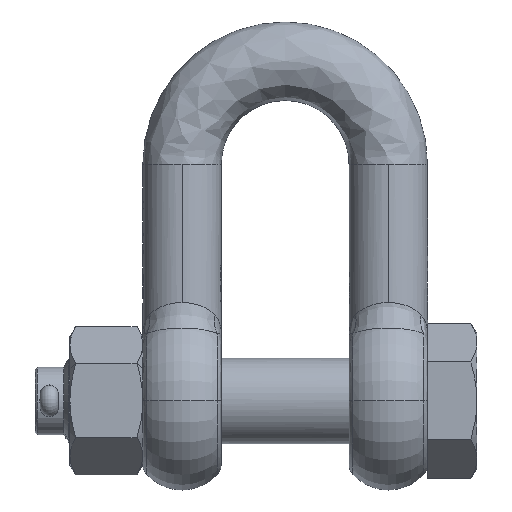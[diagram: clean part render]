
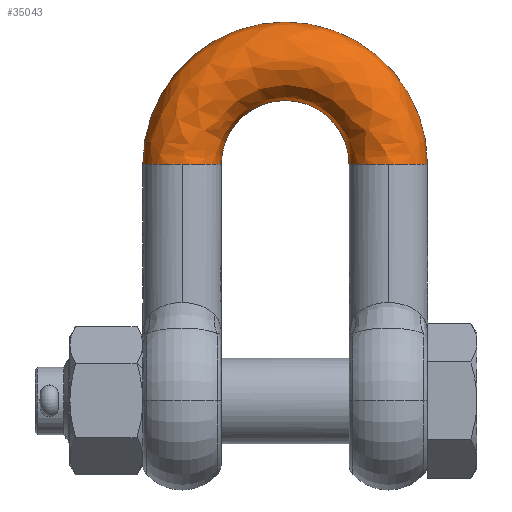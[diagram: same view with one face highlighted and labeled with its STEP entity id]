
A CAD part, top view. The second image highlights one B-rep face of the part: STEP entity #35043.
In plain terms, the highlighted free-form (B-spline) face has degree [3, 3] with [4, 4] control points.
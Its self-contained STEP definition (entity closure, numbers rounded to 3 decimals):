
#4529 = EDGE_CURVE ( 'NONE', #9936, #7530, #36779, .T. ) ;
#4533 = VERTEX_POINT ( 'NONE', #36760 ) ;
#4535 = EDGE_CURVE ( 'NONE', #4533, #8189, #36758, .T. ) ;
#7528 = EDGE_CURVE ( 'NONE', #7529, #7530, #26594, .T. ) ;
#7529 = VERTEX_POINT ( 'NONE', #26589 ) ;
#7530 = VERTEX_POINT ( 'NONE', #26588 ) ;
#8113 = EDGE_CURVE ( 'NONE', #8189, #8210, #27987, .T. ) ;
#8189 = VERTEX_POINT ( 'NONE', #28062 ) ;
#8210 = VERTEX_POINT ( 'NONE', #28103 ) ;
#9935 = EDGE_CURVE ( 'NONE', #8210, #9936, #31948, .T. ) ;
#9936 = VERTEX_POINT ( 'NONE', #31949 ) ;
#13197 = ORIENTED_EDGE ( 'NONE', *, *, #4529, .F. ) ;
#13243 = ORIENTED_EDGE ( 'NONE', *, *, #4535, .F. ) ;
#13256 = EDGE_CURVE ( 'NONE', #4533, #7529, #24072, .T. ) ;
#13260 = ORIENTED_EDGE ( 'NONE', *, *, #7528, .T. ) ;
#13264 = ORIENTED_EDGE ( 'NONE', *, *, #13256, .T. ) ;
#24069 = DIRECTION ( 'NONE',  ( 1., 0., 0. ) ) ;
#24070 = DIRECTION ( 'NONE',  ( 0., 1., 0. ) ) ;
#24071 = AXIS2_PLACEMENT_3D ( 'NONE', #24077, #24070, #24069 ) ;
#24072 = CIRCLE ( 'NONE', #24071, 17.5 ) ;
#24077 = CARTESIAN_POINT ( 'NONE',  ( 46., 105.5, 0. ) ) ;
#24813 = CARTESIAN_POINT ( 'NONE',  ( 63.5, 105.5, 0. ) ) ;
#24814 = CARTESIAN_POINT ( 'NONE',  ( 63.5, 232.5, 0. ) ) ;
#24815 = CARTESIAN_POINT ( 'NONE',  ( -63.5, 232.5, 0. ) ) ;
#24816 = CARTESIAN_POINT ( 'NONE',  ( -63.5, 105.5, 0. ) ) ;
#24817 = CARTESIAN_POINT ( 'NONE',  ( 63.5, 105.5, 35. ) ) ;
#24818 = CARTESIAN_POINT ( 'NONE',  ( 63.5, 232.5, 35. ) ) ;
#24819 = CARTESIAN_POINT ( 'NONE',  ( -63.5, 232.5, 35. ) ) ;
#24820 = CARTESIAN_POINT ( 'NONE',  ( -63.5, 105.5, 35. ) ) ;
#24821 = CARTESIAN_POINT ( 'NONE',  ( 28.5, 105.5, 35. ) ) ;
#24822 = CARTESIAN_POINT ( 'NONE',  ( 28.5, 162.5, 35. ) ) ;
#24823 = CARTESIAN_POINT ( 'NONE',  ( -28.5, 162.5, 35. ) ) ;
#24824 = CARTESIAN_POINT ( 'NONE',  ( -28.5, 105.5, 35. ) ) ;
#24825 = CARTESIAN_POINT ( 'NONE',  ( 28.5, 105.5, 0. ) ) ;
#24826 = CARTESIAN_POINT ( 'NONE',  ( 28.5, 162.5, 0. ) ) ;
#24827 = CARTESIAN_POINT ( 'NONE',  ( -28.5, 162.5, 0. ) ) ;
#24869 = CARTESIAN_POINT ( 'NONE',  ( -28.5, 105.5, 0. ) ) ;
#24874 =( BOUNDED_SURFACE ( )  B_SPLINE_SURFACE ( 3, 3, ( 
 ( #24869, #24827, #24826, #24825 ),
 ( #24824, #24823, #24822, #24821 ),
 ( #24820, #24819, #24818, #24817 ),
 ( #24816, #24815, #24814, #24813 ) ),
 .UNSPECIFIED., .F., .F., .T. ) 
 B_SPLINE_SURFACE_WITH_KNOTS ( ( 4, 4 ),
 ( 4, 4 ),
 ( 0., 1. ),
 ( 0., 1. ),
 .UNSPECIFIED. ) 
 GEOMETRIC_REPRESENTATION_ITEM ( )  RATIONAL_B_SPLINE_SURFACE ( (
 ( 1., 0.333, 0.333, 1.),
 ( 0.333, 0.111, 0.111, 0.333),
 ( 0.333, 0.111, 0.111, 0.333),
 ( 1., 0.333, 0.333, 1.) ) ) 
 REPRESENTATION_ITEM ( '' )  SURFACE ( )  );
#24876 = FACE_OUTER_BOUND ( 'NONE', #35045, .T. ) ;
#26588 = CARTESIAN_POINT ( 'NONE',  ( 63.5, 105.5, 0. ) ) ;
#26589 = CARTESIAN_POINT ( 'NONE',  ( 46., 105.5, 17.5 ) ) ;
#26590 = DIRECTION ( 'NONE',  ( 1., 0., 0. ) ) ;
#26591 = DIRECTION ( 'NONE',  ( 0., 1., 0. ) ) ;
#26592 = CARTESIAN_POINT ( 'NONE',  ( 46., 105.5, 0. ) ) ;
#26593 = AXIS2_PLACEMENT_3D ( 'NONE', #26592, #26591, #26590 ) ;
#26594 = CIRCLE ( 'NONE', #26593, 17.5 ) ;
#27865 = CARTESIAN_POINT ( 'NONE',  ( -46., 105.5, 0. ) ) ;
#27984 = DIRECTION ( 'NONE',  ( 0., 0., -1. ) ) ;
#27985 = DIRECTION ( 'NONE',  ( 0., -1., 0. ) ) ;
#27986 = AXIS2_PLACEMENT_3D ( 'NONE', #27865, #27985, #27984 ) ;
#27987 = CIRCLE ( 'NONE', #27986, 17.5 ) ;
#28062 = CARTESIAN_POINT ( 'NONE',  ( -28.5, 105.5, 0. ) ) ;
#28103 = CARTESIAN_POINT ( 'NONE',  ( -46., 105.5, 17.5 ) ) ;
#31945 = DIRECTION ( 'NONE',  ( 0., 0., -1. ) ) ;
#31946 = DIRECTION ( 'NONE',  ( 0., -1., 0. ) ) ;
#31947 = AXIS2_PLACEMENT_3D ( 'NONE', #31993, #31946, #31945 ) ;
#31948 = CIRCLE ( 'NONE', #31947, 17.5 ) ;
#31949 = CARTESIAN_POINT ( 'NONE',  ( -63.5, 105.5, 0. ) ) ;
#31993 = CARTESIAN_POINT ( 'NONE',  ( -46., 105.5, 0. ) ) ;
#35043 = ADVANCED_FACE ( 'NONE', ( #24876 ), #24874, .F. ) ;
#35045 = EDGE_LOOP ( 'NONE', ( #35048, #13243, #13264, #13260, #13197, #38420 ) ) ;
#35048 = ORIENTED_EDGE ( 'NONE', *, *, #8113, .F. ) ;
#36750 = DIRECTION ( 'NONE',  ( -1., 0., 0. ) ) ;
#36752 = DIRECTION ( 'NONE',  ( 0., 0., 1. ) ) ;
#36754 = CARTESIAN_POINT ( 'NONE',  ( 0., 105.5, 0. ) ) ;
#36756 = AXIS2_PLACEMENT_3D ( 'NONE', #36754, #36752, #36750 ) ;
#36758 = CIRCLE ( 'NONE', #36756, 28.5 ) ;
#36760 = CARTESIAN_POINT ( 'NONE',  ( 28.5, 105.5, 0. ) ) ;
#36771 = DIRECTION ( 'NONE',  ( -1., 0., 0. ) ) ;
#36773 = DIRECTION ( 'NONE',  ( 0., 0., -1. ) ) ;
#36775 = CARTESIAN_POINT ( 'NONE',  ( 0., 105.5, 0. ) ) ;
#36777 = AXIS2_PLACEMENT_3D ( 'NONE', #36775, #36773, #36771 ) ;
#36779 = CIRCLE ( 'NONE', #36777, 63.5 ) ;
#38420 = ORIENTED_EDGE ( 'NONE', *, *, #9935, .F. ) ;
